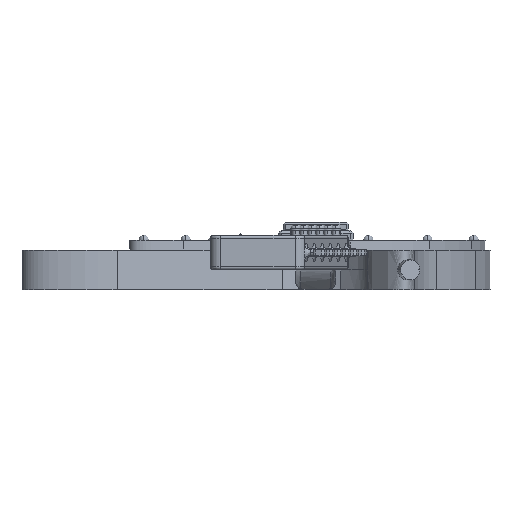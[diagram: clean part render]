
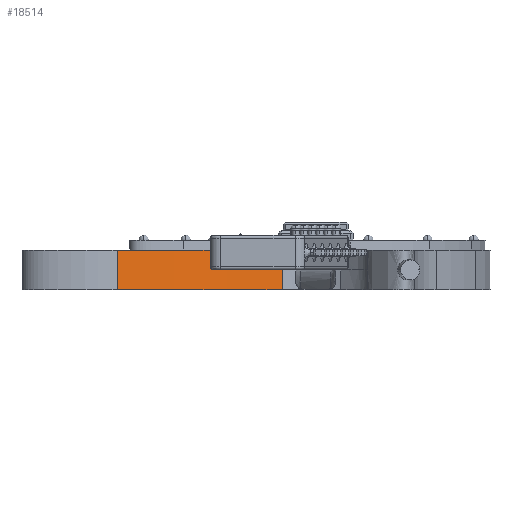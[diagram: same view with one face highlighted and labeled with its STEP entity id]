
A CAD part, left-side view. The second image highlights one B-rep face of the part: STEP entity #18514.
In plain terms, the highlighted free-form (B-spline) face has degree [3, 1] with [6, 2] control points.
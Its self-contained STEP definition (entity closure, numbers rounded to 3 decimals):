
#1 = CARTESIAN_POINT ( 'NONE',  ( -29.214, 8.798, 2. ) ) ;
#226 = CARTESIAN_POINT ( 'NONE',  ( -33.322, 18.156, 2. ) ) ;
#646 = CARTESIAN_POINT ( 'NONE',  ( -33.831, 19.849, 2. ) ) ;
#1186 = VECTOR ( 'NONE', #10164, 1000. ) ;
#1288 = CARTESIAN_POINT ( 'NONE',  ( -31.717, 14.063, 2. ) ) ;
#1726 = CARTESIAN_POINT ( 'NONE',  ( -31.717, 14.063, -2. ) ) ;
#2202 = ORIENTED_EDGE ( 'NONE', *, *, #13038, .F. ) ;
#2590 = EDGE_CURVE ( 'NONE', #5857, #20622, #8428, .T. ) ;
#2655 = VECTOR ( 'NONE', #4062, 1000. ) ;
#2699 = CARTESIAN_POINT ( 'NONE',  ( -33.831, 19.849, 2. ) ) ;
#3172 = CARTESIAN_POINT ( 'NONE',  ( -29.214, 8.798, -2. ) ) ;
#3476 = CARTESIAN_POINT ( 'NONE',  ( -26.555, 4.858, -2. ) ) ;
#3963 = LINE ( 'NONE', #18267, #2655 ) ;
#4062 = DIRECTION ( 'NONE',  ( 0., 0., -1. ) ) ;
#5068 = ORIENTED_EDGE ( 'NONE', *, *, #2590, .T. ) ;
#5133 = CARTESIAN_POINT ( 'NONE',  ( -25.847, 3.338, 2. ) ) ;
#5857 = VERTEX_POINT ( 'NONE', #16891 ) ;
#6007 = CARTESIAN_POINT ( 'NONE',  ( -25.847, 3.338, 2. ) ) ;
#6758 = CARTESIAN_POINT ( 'NONE',  ( -33.322, 18.156, 2. ) ) ;
#6874 = CARTESIAN_POINT ( 'NONE',  ( -33.831, 19.849, 2. ) ) ;
#7186 = CARTESIAN_POINT ( 'NONE',  ( -33.831, 19.849, -2. ) ) ;
#7337 = CARTESIAN_POINT ( 'NONE',  ( -29.214, 8.798, 2. ) ) ;
#7868 = CARTESIAN_POINT ( 'NONE',  ( -26.555, 4.858, 2. ) ) ;
#8428 = B_SPLINE_CURVE_WITH_KNOTS ( 'NONE', 3,
 ( #7186, #16050, #1726, #8708, #3476, #8834 ),
 .UNSPECIFIED., .F., .F.,
 ( 4, 1, 1, 4 ),
 ( 0., 0.247, 0.614, 0.849 ),
 .UNSPECIFIED. ) ;
#8468 = VERTEX_POINT ( 'NONE', #11261 ) ;
#8708 = CARTESIAN_POINT ( 'NONE',  ( -29.214, 8.798, -2. ) ) ;
#8834 = CARTESIAN_POINT ( 'NONE',  ( -25.847, 3.338, -2. ) ) ;
#9631 = CARTESIAN_POINT ( 'NONE',  ( -31.717, 14.063, 2. ) ) ;
#9813 = EDGE_LOOP ( 'NONE', ( #12920, #5068, #2202, #16028 ) ) ;
#10164 = DIRECTION ( 'NONE',  ( 0., 0., -1. ) ) ;
#10564 = CARTESIAN_POINT ( 'NONE',  ( -25.847, 3.338, 2. ) ) ;
#11261 = CARTESIAN_POINT ( 'NONE',  ( -33.831, 19.849, 2. ) ) ;
#11273 = B_SPLINE_CURVE_WITH_KNOTS ( 'NONE', 3,
 ( #646, #226, #9631, #7337, #7868, #6007 ),
 .UNSPECIFIED., .F., .F.,
 ( 4, 1, 1, 4 ),
 ( 0., 0.247, 0.614, 0.849 ),
 .UNSPECIFIED. ) ;
#11772 = VERTEX_POINT ( 'NONE', #10564 ) ;
#12419 = EDGE_CURVE ( 'NONE', #8468, #5857, #18895, .T. ) ;
#12920 = ORIENTED_EDGE ( 'NONE', *, *, #12419, .T. ) ;
#13038 = EDGE_CURVE ( 'NONE', #11772, #20622, #3963, .T. ) ;
#13998 = CARTESIAN_POINT ( 'NONE',  ( -26.555, 4.858, 2. ) ) ;
#14212 = CARTESIAN_POINT ( 'NONE',  ( -25.847, 3.338, -2. ) ) ;
#15966 = CARTESIAN_POINT ( 'NONE',  ( -33.831, 19.849, -2. ) ) ;
#16028 = ORIENTED_EDGE ( 'NONE', *, *, #16647, .F. ) ;
#16050 = CARTESIAN_POINT ( 'NONE',  ( -33.322, 18.156, -2. ) ) ;
#16343 = B_SPLINE_SURFACE_WITH_KNOTS ( 'NONE', 3, 1, ( 
 ( #6874, #15966 ),
 ( #6758, #17719 ),
 ( #1288, #19346 ),
 ( #1, #3172 ),
 ( #13998, #21108 ),
 ( #5133, #14212 ) ),
 .UNSPECIFIED., .F., .F., .F.,
 ( 4, 1, 1, 4 ),
 ( 2, 2 ),
 ( 0., 0.247, 0.614, 0.849 ),
 ( 0., 1. ),
 .UNSPECIFIED. ) ;
#16647 = EDGE_CURVE ( 'NONE', #8468, #11772, #11273, .T. ) ;
#16891 = CARTESIAN_POINT ( 'NONE',  ( -33.831, 19.849, -2. ) ) ;
#17523 = CARTESIAN_POINT ( 'NONE',  ( -25.847, 3.338, -2. ) ) ;
#17719 = CARTESIAN_POINT ( 'NONE',  ( -33.322, 18.156, -2. ) ) ;
#18267 = CARTESIAN_POINT ( 'NONE',  ( -25.847, 3.338, 2. ) ) ;
#18514 = ADVANCED_FACE ( 'NONE', ( #22641 ), #16343, .F. ) ;
#18895 = LINE ( 'NONE', #2699, #1186 ) ;
#19346 = CARTESIAN_POINT ( 'NONE',  ( -31.717, 14.063, -2. ) ) ;
#20622 = VERTEX_POINT ( 'NONE', #17523 ) ;
#21108 = CARTESIAN_POINT ( 'NONE',  ( -26.555, 4.858, -2. ) ) ;
#22641 = FACE_OUTER_BOUND ( 'NONE', #9813, .T. ) ;
